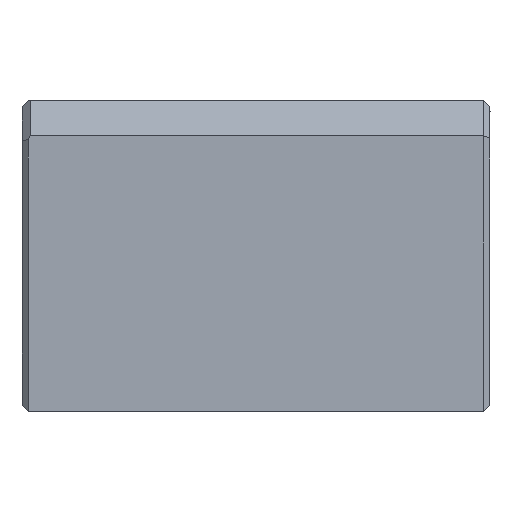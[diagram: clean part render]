
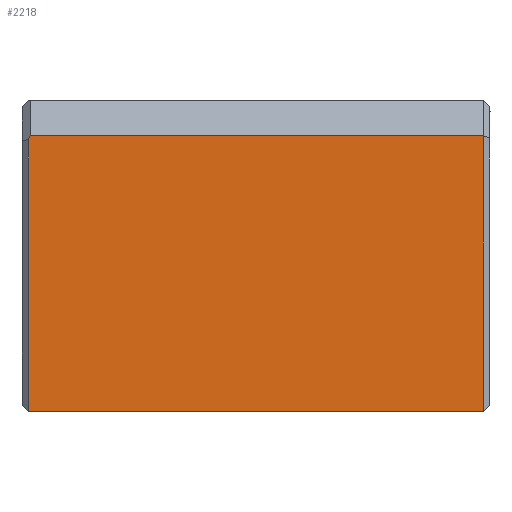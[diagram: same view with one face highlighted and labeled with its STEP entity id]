
A CAD part, left-side view. The second image highlights one B-rep face of the part: STEP entity #2218.
In plain terms, the highlighted planar face has unit normal (-1, 0, 0).
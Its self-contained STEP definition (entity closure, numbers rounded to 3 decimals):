
#271=FACE_OUTER_BOUND('',#410,.T.);
#410=EDGE_LOOP('',(#1854,#1855,#1856,#1857,#1858));
#629=LINE('',#3920,#845);
#630=LINE('',#3922,#846);
#631=LINE('',#3923,#847);
#632=LINE('',#3925,#848);
#633=LINE('',#3926,#849);
#845=VECTOR('',#2681,0.185);
#846=VECTOR('',#2682,12.922);
#847=VECTOR('',#2683,21.59);
#848=VECTOR('',#2684,13.078);
#849=VECTOR('',#2685,21.49);
#1048=VERTEX_POINT('',#3866);
#1070=VERTEX_POINT('',#3918);
#1071=VERTEX_POINT('',#3919);
#1072=VERTEX_POINT('',#3921);
#1073=VERTEX_POINT('',#3924);
#1344=EDGE_CURVE('',#1070,#1071,#629,.T.);
#1345=EDGE_CURVE('',#1071,#1072,#630,.T.);
#1346=EDGE_CURVE('',#1072,#1048,#631,.T.);
#1347=EDGE_CURVE('',#1048,#1073,#632,.T.);
#1348=EDGE_CURVE('',#1070,#1073,#633,.T.);
#1854=ORIENTED_EDGE('',*,*,#1344,.T.);
#1855=ORIENTED_EDGE('',*,*,#1345,.T.);
#1856=ORIENTED_EDGE('',*,*,#1346,.T.);
#1857=ORIENTED_EDGE('',*,*,#1347,.T.);
#1858=ORIENTED_EDGE('',*,*,#1348,.F.);
#2114=PLANE('',#2335);
#2218=ADVANCED_FACE('',(#271),#2114,.F.);
#2335=AXIS2_PLACEMENT_3D('',#3917,#2679,#2680);
#2679=DIRECTION('center_axis',(1.,0.,0.));
#2680=DIRECTION('ref_axis',(0.,0.,-1.));
#2681=DIRECTION('',(0.,0.541,-0.841));
#2682=DIRECTION('',(0.,0.,-1.));
#2683=DIRECTION('',(0.,-1.,0.));
#2684=DIRECTION('',(0.,0.,1.));
#2685=DIRECTION('',(0.,-1.,0.));
#3866=CARTESIAN_POINT('',(-15.4,79.4,-30.497));
#3917=CARTESIAN_POINT('Origin',(-15.4,134.817,-28.994));
#3918=CARTESIAN_POINT('',(-15.4,100.889,-17.419));
#3919=CARTESIAN_POINT('',(-15.4,100.989,-17.574));
#3920=CARTESIAN_POINT('',(-15.4,100.889,-17.419));
#3921=CARTESIAN_POINT('',(-15.4,100.989,-30.497));
#3922=CARTESIAN_POINT('',(-15.4,100.989,-17.574));
#3923=CARTESIAN_POINT('',(-15.4,100.989,-30.497));
#3924=CARTESIAN_POINT('',(-15.4,79.4,-17.419));
#3925=CARTESIAN_POINT('',(-15.4,79.4,-30.497));
#3926=CARTESIAN_POINT('',(-15.4,100.889,-17.419));
